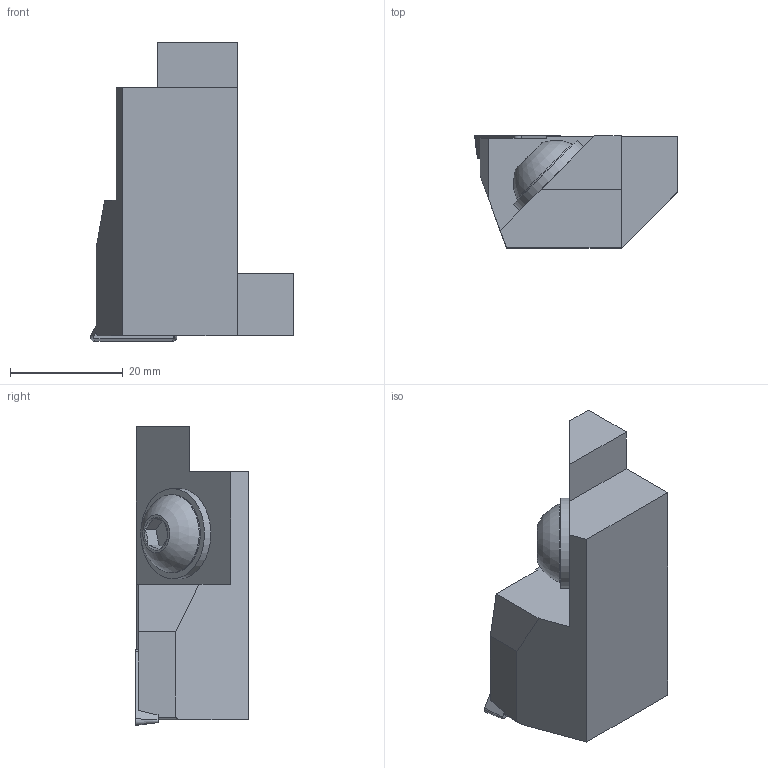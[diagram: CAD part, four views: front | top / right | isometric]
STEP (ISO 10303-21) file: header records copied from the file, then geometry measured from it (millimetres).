
FILE_DESCRIPTION(/* description */ (''),/* implementation_level */ '2;1');
FILE_NAME(/* name */ '1560777936750.stp',/* time_stamp */ '2019-06-17T15:25:39+02:00',/* author */ (''),/* organization */ ('SMS'),/* preprocessor_version */ 'ST-DEVELOPER v15',/* originating_system */ 'SIEMENS PLM Software NX 8.5',/* authorisation */ '');
FILE_SCHEMA (('AUTOMOTIVE_DESIGN { 1 0 10303 214 3 1 1 1 }'));
Length unit declared in the file: millimetre
Products named in the file (4): IsoTurningInsert; 202353247mod000_00; ASSEMBLY_CONSTRUCTION; 111150896mod000_01
Assembly tree (3 placements, depth 2):
  111150896mod000_01
    ASSEMBLY_CONSTRUCTION
    202353247mod000_00
    IsoTurningInsert
Bounding box: 36.02 x 20 x 53.01 mm (x, y, z)
Volume: 19843.5 mm3; surface area: 5916.2 mm2
Topology: 2 solids, 2 shells, 56 faces, 129 edges, 87 vertices
Faces by surface type: plane 35, cone 11, cylinder 5, torus 4, sphere 1
Full cylindrical faces by diameter (mm): 4.4 x2, 13.875 x1, 16 x1
Entity records: 1679 total; most frequent: CARTESIAN_POINT 298, DIRECTION 268, ORIENTED_EDGE 226, EDGE_CURVE 113, AXIS2_PLACEMENT_3D 95, LINE 78, VECTOR 78, VERTEX_POINT 76
